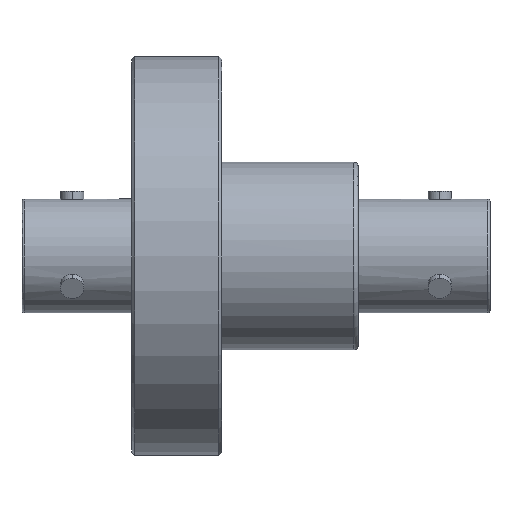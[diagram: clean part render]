
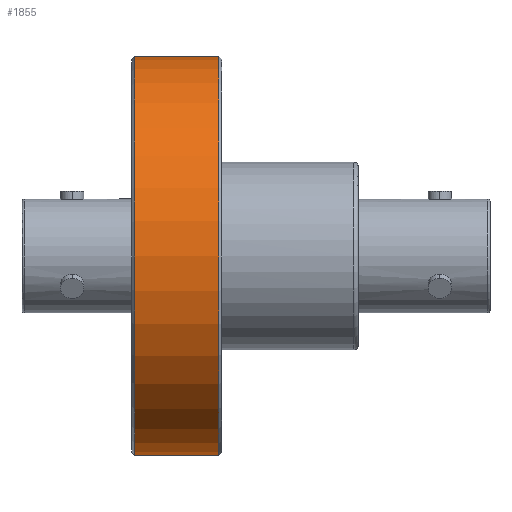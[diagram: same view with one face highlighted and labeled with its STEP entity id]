
A CAD part, left-side view. The second image highlights one B-rep face of the part: STEP entity #1855.
In plain terms, the highlighted cylindrical face has radius 16.891 mm (diameter 33.782 mm), a partial arc.
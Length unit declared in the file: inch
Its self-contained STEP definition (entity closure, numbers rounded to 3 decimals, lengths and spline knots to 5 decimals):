
#166 = DIRECTION ( 'NONE',  ( 0., -1., 0. ) ) ;
#281 = CARTESIAN_POINT ( 'NONE',  ( 0., 0.038, 0.665 ) ) ;
#348 = EDGE_CURVE ( 'NONE', #3089, #2212, #4916, .T. ) ;
#405 = VECTOR ( 'NONE', #5213, 39.37008 ) ;
#512 = ORIENTED_EDGE ( 'NONE', *, *, #1325, .T. ) ;
#889 = VECTOR ( 'NONE', #6009, 39.37008 ) ;
#1085 = AXIS2_PLACEMENT_3D ( 'NONE', #1737, #6196, #1225 ) ;
#1225 = DIRECTION ( 'NONE',  ( 0., 0., -1. ) ) ;
#1263 = DIRECTION ( 'NONE',  ( 0., 0., -1. ) ) ;
#1274 = ORIENTED_EDGE ( 'NONE', *, *, #348, .T. ) ;
#1325 = EDGE_CURVE ( 'NONE', #3683, #3089, #4433, .T. ) ;
#1599 = CARTESIAN_POINT ( 'NONE',  ( 0., 0.038, -0.665 ) ) ;
#1737 = CARTESIAN_POINT ( 'NONE',  ( 0., 0.038, 0. ) ) ;
#1855 = ADVANCED_FACE ( 'NONE', ( #6122 ), #4231, .T. ) ;
#1902 = EDGE_LOOP ( 'NONE', ( #2762, #512, #1274, #3111 ) ) ;
#2212 = VERTEX_POINT ( 'NONE', #3629 ) ;
#2423 = CARTESIAN_POINT ( 'NONE',  ( 0., 0., -0.665 ) ) ;
#2762 = ORIENTED_EDGE ( 'NONE', *, *, #5674, .F. ) ;
#2904 = CIRCLE ( 'NONE', #5005, 0.665 ) ;
#2947 = VERTEX_POINT ( 'NONE', #4075 ) ;
#3089 = VERTEX_POINT ( 'NONE', #1599 ) ;
#3111 = ORIENTED_EDGE ( 'NONE', *, *, #6495, .F. ) ;
#3181 = DIRECTION ( 'NONE',  ( 0., 0., -1. ) ) ;
#3211 = CARTESIAN_POINT ( 'NONE',  ( 0., 0., 0.665 ) ) ;
#3629 = CARTESIAN_POINT ( 'NONE',  ( 0., -0.242, -0.665 ) ) ;
#3683 = VERTEX_POINT ( 'NONE', #281 ) ;
#4075 = CARTESIAN_POINT ( 'NONE',  ( 0., -0.242, 0.665 ) ) ;
#4231 = CYLINDRICAL_SURFACE ( 'NONE', #4862, 0.665 ) ;
#4242 = CARTESIAN_POINT ( 'NONE',  ( 0., -0.242, 0. ) ) ;
#4433 = CIRCLE ( 'NONE', #1085, 0.665 ) ;
#4648 = CARTESIAN_POINT ( 'NONE',  ( 0., 0., 0. ) ) ;
#4862 = AXIS2_PLACEMENT_3D ( 'NONE', #4648, #166, #3181 ) ;
#4916 = LINE ( 'NONE', #2423, #889 ) ;
#5005 = AXIS2_PLACEMENT_3D ( 'NONE', #4242, #5746, #1263 ) ;
#5213 = DIRECTION ( 'NONE',  ( 0., -1., 0. ) ) ;
#5674 = EDGE_CURVE ( 'NONE', #3683, #2947, #5788, .T. ) ;
#5746 = DIRECTION ( 'NONE',  ( 0., -1., 0. ) ) ;
#5788 = LINE ( 'NONE', #3211, #405 ) ;
#6009 = DIRECTION ( 'NONE',  ( 0., -1., 0. ) ) ;
#6122 = FACE_OUTER_BOUND ( 'NONE', #1902, .T. ) ;
#6196 = DIRECTION ( 'NONE',  ( 0., -1., 0. ) ) ;
#6495 = EDGE_CURVE ( 'NONE', #2947, #2212, #2904, .T. ) ;
